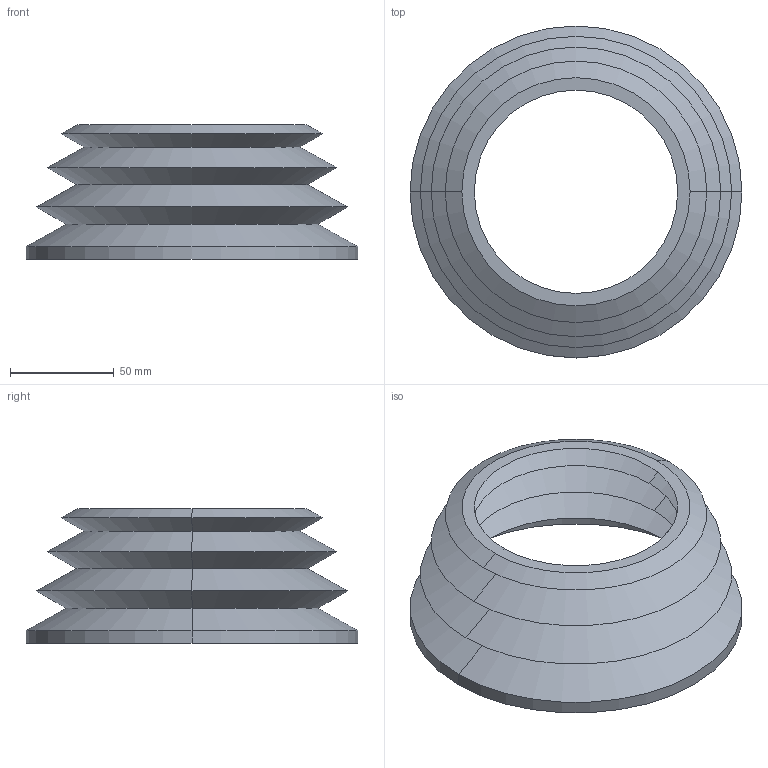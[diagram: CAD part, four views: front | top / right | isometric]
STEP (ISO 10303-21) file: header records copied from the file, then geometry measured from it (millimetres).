
FILE_DESCRIPTION (( 'STEP AP214' ), '1' );
FILE_NAME ('waist_frame_ver2_copy2.STEP', '2024-12-24T03:06:16', ( '' ), ( '' ), 'SwSTEP 2.0', 'SolidWorks 2024', '' );
FILE_SCHEMA (( 'AUTOMOTIVE_DESIGN' ));
Length unit declared in the file: millimetre
Products named in the file (1): waist_frame_ver2_copy2
Bounding box: 160 x 160 x 65 mm (x, y, z)
Volume: 65485 mm3; surface area: 103466.5 mm2
Topology: 1 solids, 1 shells, 34 faces, 68 edges, 36 vertices
Faces by surface type: cone 28, cylinder 4, plane 2
Entity records: 891 total; most frequent: DIRECTION 174, CARTESIAN_POINT 139, ORIENTED_EDGE 136, AXIS2_PLACEMENT_3D 71, EDGE_CURVE 68, CIRCLE 36, EDGE_LOOP 36, VERTEX_POINT 36
